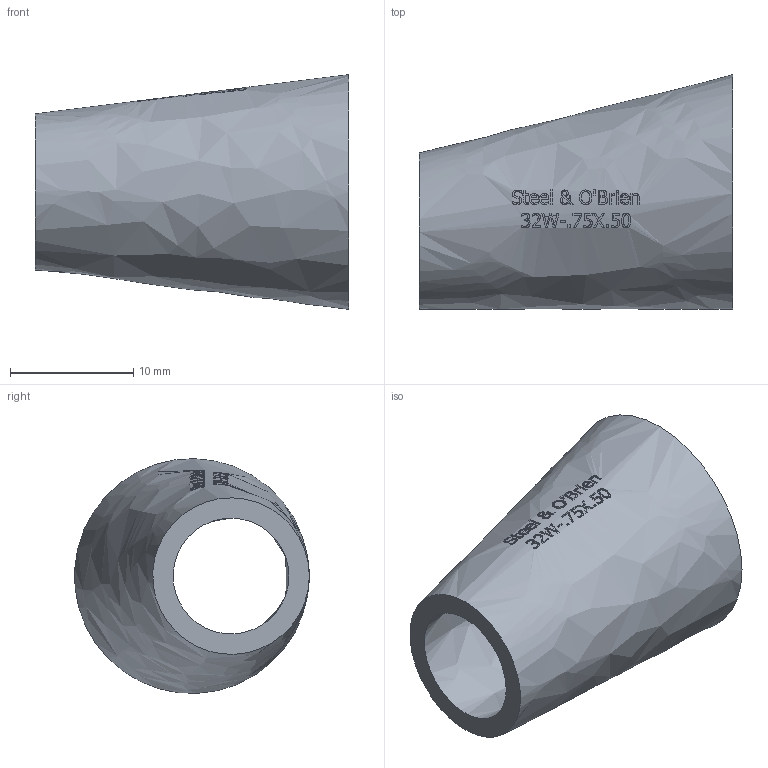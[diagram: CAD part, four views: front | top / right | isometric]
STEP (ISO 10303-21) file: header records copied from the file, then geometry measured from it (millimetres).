
FILE_DESCRIPTION(/* description */ (''),/* implementation_level */ '2;1');
FILE_NAME(/* name */ '32W-.75X.50.stp',/* time_stamp */ '2019-07-31T13:31:42-04:00',/* author */ ('rick'),/* organization */ (''),/* preprocessor_version */ 'ST-DEVELOPER v15.2',/* originating_system */ 'Autodesk Inventor 2014',/* authorisation */ '');
FILE_SCHEMA (('AUTOMOTIVE_DESIGN { 1 0 10303 214 3 1 1 }'));
Length unit declared in the file: inch
Products named in the file (1): 32W-.75X.50
Bounding box: 25.4 x 19.03 x 19.04 mm (x, y, z)
Volume: 1873.1 mm3; surface area: 2457.7 mm2
Topology: 1 solids, 1 shells, 386 faces, 1063 edges, 710 vertices
Faces by surface type: bspline 232, plane 154
Entity records: 16126 total; most frequent: CARTESIAN_POINT 8064, ORIENTED_EDGE 2126, EDGE_CURVE 1063, DIRECTION 868, VERTEX_POINT 710, B_SPLINE_CURVE_WITH_KNOTS 556, EDGE_LOOP 419, ADVANCED_FACE 386
